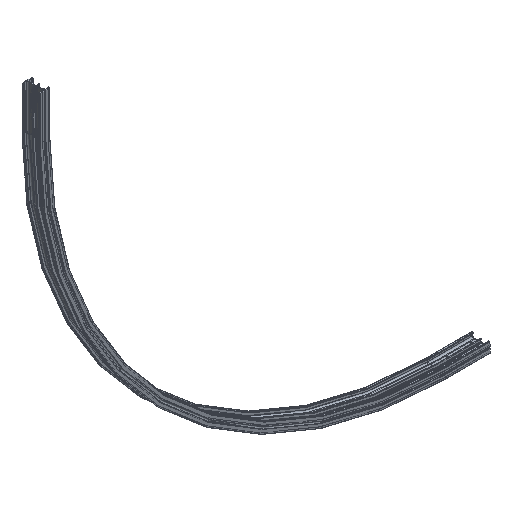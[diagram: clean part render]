
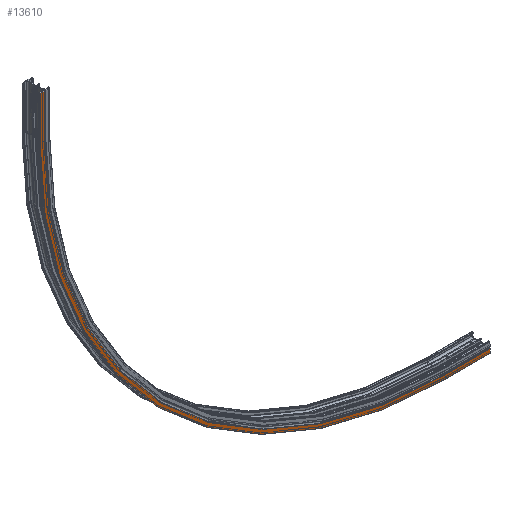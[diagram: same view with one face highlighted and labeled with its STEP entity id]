
A CAD part, isometric view. The second image highlights one B-rep face of the part: STEP entity #13610.
In plain terms, the highlighted planar face has unit normal (0, -1, 0).
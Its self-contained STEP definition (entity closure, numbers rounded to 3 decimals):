
#305 = VERTEX_POINT ( 'NONE', #6749 ) ;
#928 = EDGE_CURVE ( 'NONE', #9861, #13524, #14468, .T. ) ;
#1544 = DIRECTION ( 'NONE',  ( 0., 0., 1. ) ) ;
#1689 = ORIENTED_EDGE ( 'NONE', *, *, #20219, .T. ) ;
#1864 = DIRECTION ( 'NONE',  ( 1., 0., 0. ) ) ;
#2358 = CARTESIAN_POINT ( 'NONE',  ( -16.25, -30.5, 0. ) ) ;
#2366 = LINE ( 'NONE', #20437, #5196 ) ;
#2529 = CARTESIAN_POINT ( 'NONE',  ( 1500., -30.5, -1366.25 ) ) ;
#2598 = CARTESIAN_POINT ( 'NONE',  ( 1500., -30.5, -1353.24 ) ) ;
#2768 = VERTEX_POINT ( 'NONE', #2529 ) ;
#3003 = CARTESIAN_POINT ( 'NONE',  ( 1500., -30.5, -1366.25 ) ) ;
#3111 = ORIENTED_EDGE ( 'NONE', *, *, #4907, .T. ) ;
#3115 = CARTESIAN_POINT ( 'NONE',  ( 1500., -30.5, -1353.24 ) ) ;
#3235 = DIRECTION ( 'NONE',  ( 0., 1., 0. ) ) ;
#3442 = CARTESIAN_POINT ( 'NONE',  ( 17.25, -30.5, 150. ) ) ;
#3586 = PLANE ( 'NONE',  #14834 ) ;
#4897 = DIRECTION ( 'NONE',  ( 0., 0., 1. ) ) ;
#4907 = EDGE_CURVE ( 'NONE', #17996, #305, #8744, .T. ) ;
#4924 = DIRECTION ( 'NONE',  ( -1., 0., 0. ) ) ;
#5106 = VECTOR ( 'NONE', #13946, 1000. ) ;
#5196 = VECTOR ( 'NONE', #12588, 1000. ) ;
#5229 = VERTEX_POINT ( 'NONE', #2358 ) ;
#5582 = CARTESIAN_POINT ( 'NONE',  ( -3.24, -30.5, 150. ) ) ;
#5829 = VECTOR ( 'NONE', #1864, 1000. ) ;
#6016 = CARTESIAN_POINT ( 'NONE',  ( -3.24, -30.5, 0. ) ) ;
#6158 = CARTESIAN_POINT ( 'NONE',  ( -3.24, -30.5, 150. ) ) ;
#6257 = EDGE_CURVE ( 'NONE', #2768, #13509, #8729, .T. ) ;
#6303 = DIRECTION ( 'NONE',  ( 0., 1., 0. ) ) ;
#6342 = LINE ( 'NONE', #5582, #5106 ) ;
#6437 = ORIENTED_EDGE ( 'NONE', *, *, #19566, .T. ) ;
#6749 = CARTESIAN_POINT ( 'NONE',  ( 1350., -30.5, -1353.24 ) ) ;
#6899 = DIRECTION ( 'NONE',  ( -1., 0., 0. ) ) ;
#6918 = DIRECTION ( 'NONE',  ( 0., 0., -1. ) ) ;
#7210 = FACE_OUTER_BOUND ( 'NONE', #13974, .T. ) ;
#7547 = VECTOR ( 'NONE', #6918, 1000. ) ;
#8168 = ORIENTED_EDGE ( 'NONE', *, *, #9129, .T. ) ;
#8413 = VERTEX_POINT ( 'NONE', #6016 ) ;
#8729 = LINE ( 'NONE', #3003, #19631 ) ;
#8744 = LINE ( 'NONE', #3115, #12036 ) ;
#9129 = EDGE_CURVE ( 'NONE', #8413, #13524, #6342, .T. ) ;
#9329 = CIRCLE ( 'NONE', #19120, 1366.25 ) ;
#9547 = ORIENTED_EDGE ( 'NONE', *, *, #11535, .F. ) ;
#9861 = VERTEX_POINT ( 'NONE', #11560 ) ;
#10031 = CARTESIAN_POINT ( 'NONE',  ( 1500., -30.5, -1353.24 ) ) ;
#11043 = AXIS2_PLACEMENT_3D ( 'NONE', #19289, #6303, #1544 ) ;
#11152 = ORIENTED_EDGE ( 'NONE', *, *, #14840, .F. ) ;
#11535 = EDGE_CURVE ( 'NONE', #13509, #5229, #9329, .T. ) ;
#11560 = CARTESIAN_POINT ( 'NONE',  ( -16.25, -30.5, 150. ) ) ;
#12036 = VECTOR ( 'NONE', #4924, 1000. ) ;
#12566 = ORIENTED_EDGE ( 'NONE', *, *, #6257, .F. ) ;
#12588 = DIRECTION ( 'NONE',  ( 0., 0., -1. ) ) ;
#13121 = CARTESIAN_POINT ( 'NONE',  ( 1350., -30.5, 0. ) ) ;
#13509 = VERTEX_POINT ( 'NONE', #14106 ) ;
#13524 = VERTEX_POINT ( 'NONE', #6158 ) ;
#13610 = ADVANCED_FACE ( 'NONE', ( #7210 ), #3586, .F. ) ;
#13946 = DIRECTION ( 'NONE',  ( 0., 0., 1. ) ) ;
#13974 = EDGE_LOOP ( 'NONE', ( #6437, #9547, #12566, #11152, #3111, #1689, #8168, #16397 ) ) ;
#14106 = CARTESIAN_POINT ( 'NONE',  ( 1350., -30.5, -1366.25 ) ) ;
#14386 = DIRECTION ( 'NONE',  ( -1., 0., 0. ) ) ;
#14468 = LINE ( 'NONE', #3442, #5829 ) ;
#14834 = AXIS2_PLACEMENT_3D ( 'NONE', #18114, #18186, #6899 ) ;
#14840 = EDGE_CURVE ( 'NONE', #17996, #2768, #16183, .T. ) ;
#16183 = LINE ( 'NONE', #10031, #7547 ) ;
#16397 = ORIENTED_EDGE ( 'NONE', *, *, #928, .F. ) ;
#16831 = CIRCLE ( 'NONE', #11043, 1353.24 ) ;
#17996 = VERTEX_POINT ( 'NONE', #2598 ) ;
#18114 = CARTESIAN_POINT ( 'NONE',  ( 17.25, -30.5, 150. ) ) ;
#18186 = DIRECTION ( 'NONE',  ( 0., 1., 0. ) ) ;
#19120 = AXIS2_PLACEMENT_3D ( 'NONE', #13121, #3235, #4897 ) ;
#19289 = CARTESIAN_POINT ( 'NONE',  ( 1350., -30.5, 0. ) ) ;
#19566 = EDGE_CURVE ( 'NONE', #9861, #5229, #2366, .T. ) ;
#19631 = VECTOR ( 'NONE', #14386, 1000. ) ;
#20219 = EDGE_CURVE ( 'NONE', #305, #8413, #16831, .T. ) ;
#20437 = CARTESIAN_POINT ( 'NONE',  ( -16.25, -30.5, 150. ) ) ;
